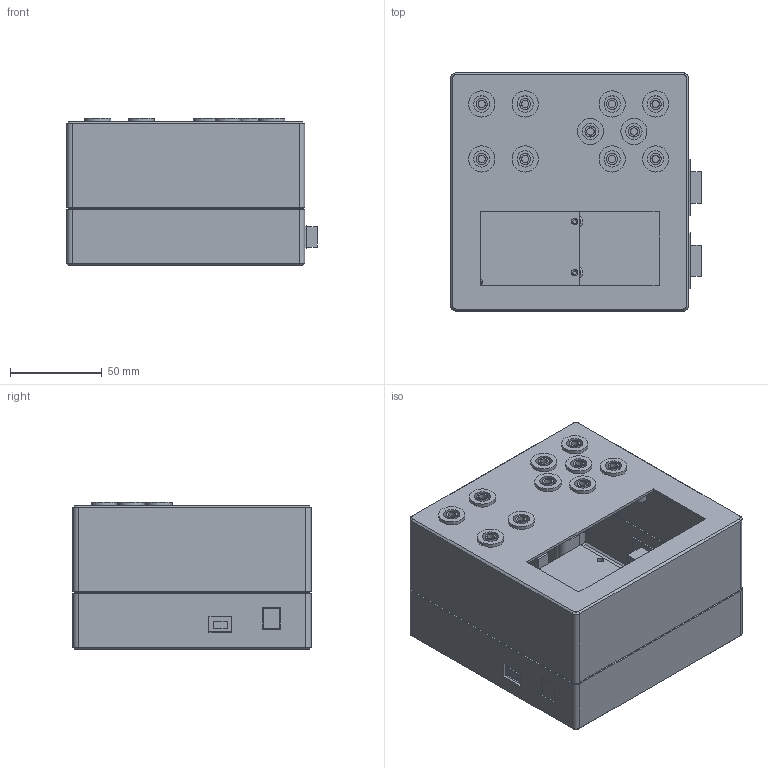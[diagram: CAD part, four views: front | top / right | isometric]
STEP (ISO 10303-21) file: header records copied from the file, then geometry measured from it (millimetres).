
FILE_DESCRIPTION(/* description */ (''),/* implementation_level */ '2;1');
FILE_NAME(/* name */ 'ArduinoController v4.step',/* time_stamp */ '2020-11-29T00:21:38+01:00',/* author */ (''),/* organization */ (''),/* preprocessor_version */ 'ST-DEVELOPER v18.1',/* originating_system */ 'Autodesk Translation Framework v9.3.0.1241',/* authorisation */ '');
FILE_SCHEMA (('AUTOMOTIVE_DESIGN { 1 0 10303 214 3 1 1 }'));
Length unit declared in the file: millimetre
Products named in the file (7): ArduinoController; ArduinoWithCNCshield; BananaSockets; BananaSocket; RelayBoards; RelayBoard; db9
Assembly tree (17 placements, depth 3):
  ArduinoController
    db9  x2
    ArduinoWithCNCshield
    BananaSockets
      BananaSocket  x10
    RelayBoards
      RelayBoard  x2
Bounding box: 137 x 130 x 80.6 mm (x, y, z)
Volume: 334784.7 mm3; surface area: 207905.9 mm2
Topology: 17 solids, 17 shells, 574 faces, 1273 edges, 832 vertices
Faces by surface type: plane 359, cylinder 181, cone 34
Full cylindrical faces by diameter (mm): 2 x21, 3.5 x25, 4 x10, 6 x14, 6.5 x18, 8.9 x10, 9.5 x1, 14.3 x10
Entity records: 10478 total; most frequent: DIRECTION 1833, CARTESIAN_POINT 1786, ORIENTED_EDGE 1646, EDGE_CURVE 823, AXIS2_PLACEMENT_3D 653, VERTEX_POINT 532, LINE 527, VECTOR 527
